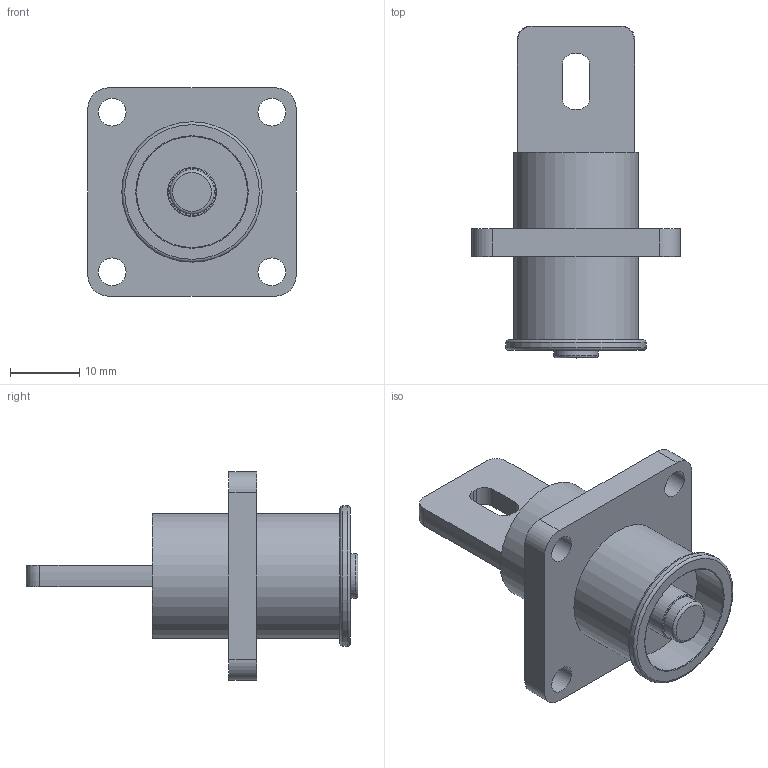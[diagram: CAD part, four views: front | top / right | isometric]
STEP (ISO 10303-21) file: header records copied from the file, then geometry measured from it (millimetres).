
FILE_DESCRIPTION(('HOOPS Exchange Step'),'2;1');
FILE_NAME('temp_export','2023-01-02T13:17:15+08:00',('30abd'),('Shapr3D Limited'),'HOOPS Exchange 2022.0','Shapr3D','Authorized');
FILE_SCHEMA( ('AUTOMOTIVE_DESIGN { 1 0 10303 214 1 1 1 1 }') );
Length unit declared in the file: millimetre
Products named in the file (1): root
Bounding box: 30 x 47.8 x 30 mm (x, y, z)
Volume: 9550.9 mm3; surface area: 5035.7 mm2
Topology: 1 solids, 1 shells, 51 faces, 124 edges, 82 vertices
Faces by surface type: cylinder 23, plane 21, torus 7
Full cylindrical faces by diameter (mm): 4 x4, 6.4 x1, 7 x1, 16 x1, 18 x2, 20.2 x1
Entity records: 1682 total; most frequent: CARTESIAN_POINT 342, DIRECTION 289, ORIENTED_EDGE 248, EDGE_CURVE 124, AXIS2_PLACEMENT_3D 117, VERTEX_POINT 82, EDGE_LOOP 68, FACE_BOUND 68
